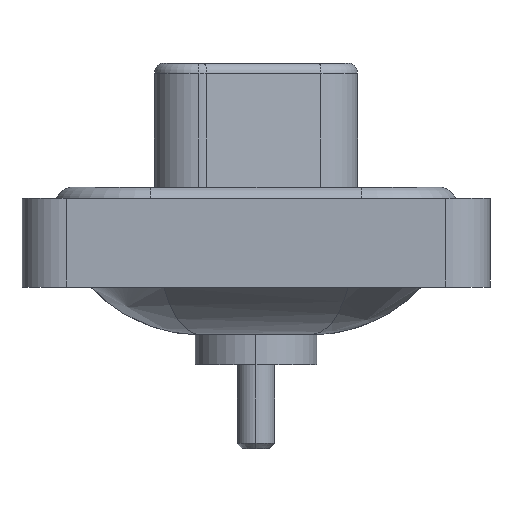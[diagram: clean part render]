
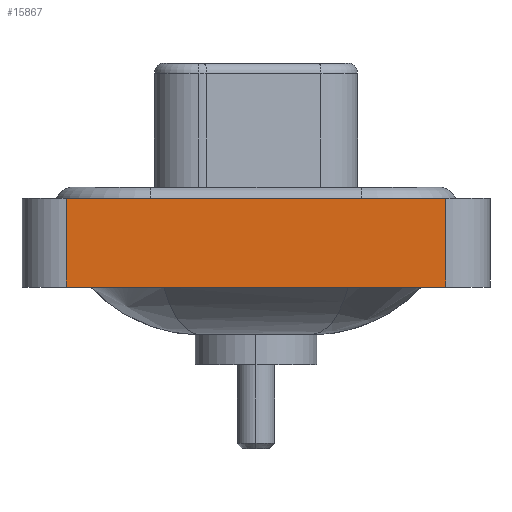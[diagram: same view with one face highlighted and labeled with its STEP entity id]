
A CAD part, left-side view. The second image highlights one B-rep face of the part: STEP entity #15867.
In plain terms, the highlighted planar face has unit normal (-1, 0, 0).
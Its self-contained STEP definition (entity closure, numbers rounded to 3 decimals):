
#117 = EDGE_CURVE ( 'NONE', #7212, #5197, #18387, .T. ) ;
#406 = DIRECTION ( 'NONE',  ( 0., 0., 1. ) ) ;
#1020 = LINE ( 'NONE', #8169, #15194 ) ;
#1468 = EDGE_CURVE ( 'NONE', #7212, #6982, #12489, .T. ) ;
#1837 = PLANE ( 'NONE',  #17637 ) ;
#1938 = LINE ( 'NONE', #3495, #15183 ) ;
#2345 = CARTESIAN_POINT ( 'NONE',  ( -7.3, -8.55, -3.6 ) ) ;
#2737 = VECTOR ( 'NONE', #16630, 1000. ) ;
#3495 = CARTESIAN_POINT ( 'NONE',  ( -7.3, -8.55, -3.6 ) ) ;
#5133 = DIRECTION ( 'NONE',  ( 0., 0., 1. ) ) ;
#5197 = VERTEX_POINT ( 'NONE', #10094 ) ;
#5611 = EDGE_LOOP ( 'NONE', ( #13372, #16739, #15123, #17562 ) ) ;
#5697 = CARTESIAN_POINT ( 'NONE',  ( -7.3, -8.55, 0.4 ) ) ;
#6020 = VERTEX_POINT ( 'NONE', #5697 ) ;
#6169 = VECTOR ( 'NONE', #5133, 1000. ) ;
#6495 = CARTESIAN_POINT ( 'NONE',  ( -7.3, 8.55, -3.6 ) ) ;
#6709 = DIRECTION ( 'NONE',  ( 0., -1., 0. ) ) ;
#6934 = CARTESIAN_POINT ( 'NONE',  ( -7.3, 8.55, 0.4 ) ) ;
#6982 = VERTEX_POINT ( 'NONE', #6934 ) ;
#7212 = VERTEX_POINT ( 'NONE', #6495 ) ;
#8169 = CARTESIAN_POINT ( 'NONE',  ( -7.3, -8.55, 0.4 ) ) ;
#10051 = DIRECTION ( 'NONE',  ( 0., 0., 1. ) ) ;
#10094 = CARTESIAN_POINT ( 'NONE',  ( -7.3, -8.55, -3.6 ) ) ;
#10647 = CARTESIAN_POINT ( 'NONE',  ( -7.3, -8.55, -3.6 ) ) ;
#12489 = LINE ( 'NONE', #18393, #6169 ) ;
#13351 = EDGE_CURVE ( 'NONE', #5197, #6020, #1938, .T. ) ;
#13372 = ORIENTED_EDGE ( 'NONE', *, *, #13351, .T. ) ;
#15094 = FACE_OUTER_BOUND ( 'NONE', #5611, .T. ) ;
#15123 = ORIENTED_EDGE ( 'NONE', *, *, #1468, .F. ) ;
#15183 = VECTOR ( 'NONE', #406, 1000. ) ;
#15194 = VECTOR ( 'NONE', #6709, 1000. ) ;
#15867 = ADVANCED_FACE ( 'NONE', ( #15094 ), #1837, .T. ) ;
#16630 = DIRECTION ( 'NONE',  ( 0., -1., 0. ) ) ;
#16739 = ORIENTED_EDGE ( 'NONE', *, *, #16855, .F. ) ;
#16855 = EDGE_CURVE ( 'NONE', #6982, #6020, #1020, .T. ) ;
#17562 = ORIENTED_EDGE ( 'NONE', *, *, #117, .T. ) ;
#17637 = AXIS2_PLACEMENT_3D ( 'NONE', #10647, #18468, #10051 ) ;
#18387 = LINE ( 'NONE', #2345, #2737 ) ;
#18393 = CARTESIAN_POINT ( 'NONE',  ( -7.3, 8.55, -3.6 ) ) ;
#18468 = DIRECTION ( 'NONE',  ( -1., 0., 0. ) ) ;
